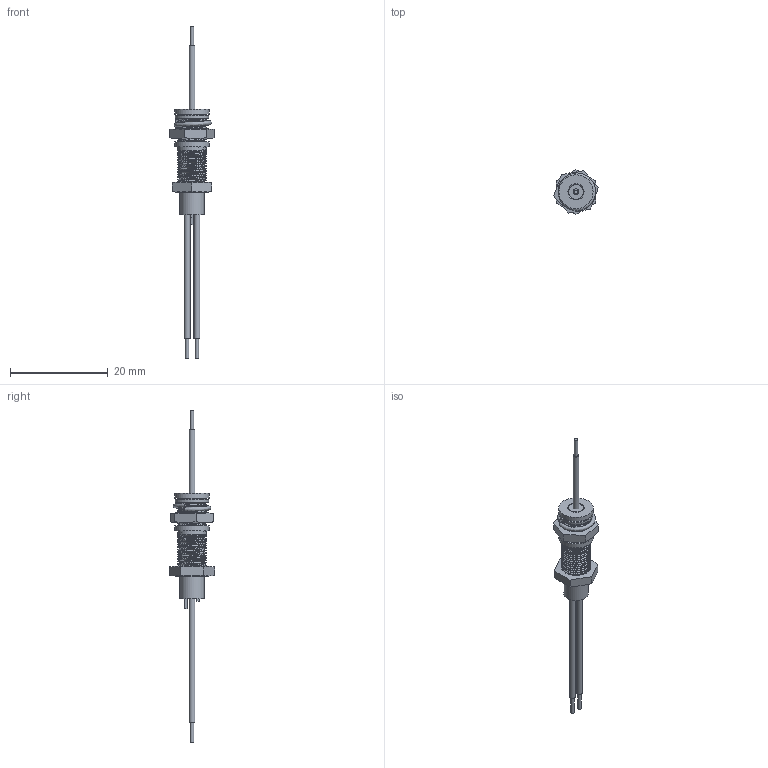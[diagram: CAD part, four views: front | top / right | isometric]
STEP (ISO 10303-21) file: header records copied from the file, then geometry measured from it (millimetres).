
FILE_DESCRIPTION( ( 'Unknown' ), '1' );
FILE_NAME( 'Q6F7CXXG02E.stp', 'Unknown', ( 'Unknown' ), ( 'Unknown' ), 'PSStep 13.0', 'Unknown', ' ' );
FILE_SCHEMA( ( 'AUTOMOTIVE_DESIGN { 1 0 10303 214 1 1 1 1 }' ) );
Length unit declared in the file: millimetre
Products named in the file (10): Assem1; 14-0125; 21-0025; 13-0035; 3mmLED-1; 3mmLED-flush-cut; 34-0082; wire-red-7-20.0; wire-black-7-20.0; 26-0047
Bounding box: 9.09 x 9.24 x 68 mm (x, y, z)
Volume: 958.8 mm3; surface area: 3144.8 mm2
Topology: 18 solids, 18 shells, 280 faces, 654 edges, 434 vertices
Faces by surface type: plane 172, cylinder 66, cone 24, bspline 16, sphere 2
Full cylindrical faces by diameter (mm): 0.7 x8, 1.2 x4, 1.25 x4, 2.9 x2, 3 x2, 3.1 x2, 3.4 x2, 4.225 x2, 4.3 x2, 5 x4, 5.75 x2, 5.9 x2, 6.9 x2, 7 x2
Entity records: 17340 total; most frequent: CARTESIAN_POINT 13071, DIRECTION 625, ORIENTED_EDGE 580, EDGE_CURVE 290, AXIS2_PLACEMENT_3D 245, VERTEX_POINT 206, EDGE_LOOP 188, FACE_OUTER_BOUND 163
